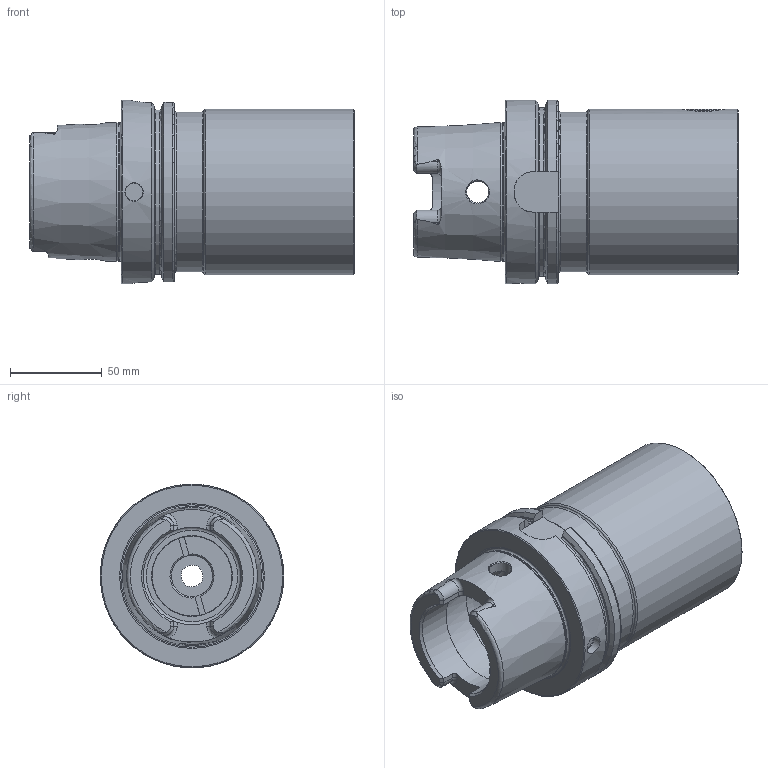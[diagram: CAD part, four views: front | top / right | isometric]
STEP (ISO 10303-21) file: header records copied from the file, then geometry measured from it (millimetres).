
FILE_DESCRIPTION (( 'STEP AP214' ), '1' );
FILE_NAME ('HA0.ST7.K01.127.STEP', '2020-04-15T11:31:52', ( '' ), ( '' ), 'SwSTEP 2.0', 'SolidWorks 2017', '' );
FILE_SCHEMA (( 'AUTOMOTIVE_DESIGN' ));
Length unit declared in the file: millimetre
Products named in the file (4): HA0-ST7.K01.127_B_Fertigbearbeitung; HA0.ST7.K01.127; ST7-ER1.001.029_A; ST7-ER4.002.020_A
Assembly tree (3 placements, depth 2):
  HA0.ST7.K01.127
    HA0-ST7.K01.127_B_Fertigbearbeitung
    ST7-ER1.001.029_A
    ST7-ER4.002.020_A
Bounding box: 176.9 x 100 x 100 mm (x, y, z)
Volume: 744544.3 mm3; surface area: 99872.8 mm2
Topology: 3 solids, 3 shells, 193 faces, 494 edges, 309 vertices
Faces by surface type: plane 76, cylinder 46, torus 36, cone 31, bspline 4
Full cylindrical faces by diameter (mm): 10 x2, 12 x3, 18.5 x1, 20 x1, 22.5 x1, 24.5 x1, 24.6 x1, 37 x1, 38 x1, 40 x1, 43.5 x1, 44 x1, 46 x1, 47 x1, 53 x2, 63 x1, 75.265 x1, 87 x1, 90 x1, 100 x1
Entity records: 8443 total; most frequent: CARTESIAN_POINT 3152, DIRECTION 849, ORIENTED_EDGE 818, EDGE_CURVE 409, AXIS2_PLACEMENT_3D 354, VERTEX_POINT 288, EDGE_LOOP 269, FACE_OUTER_BOUND 238
